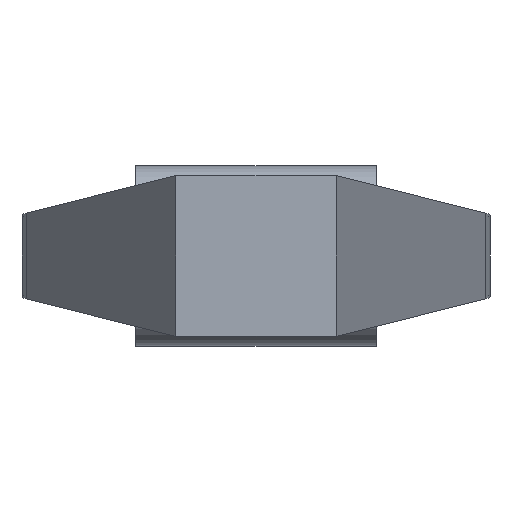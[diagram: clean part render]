
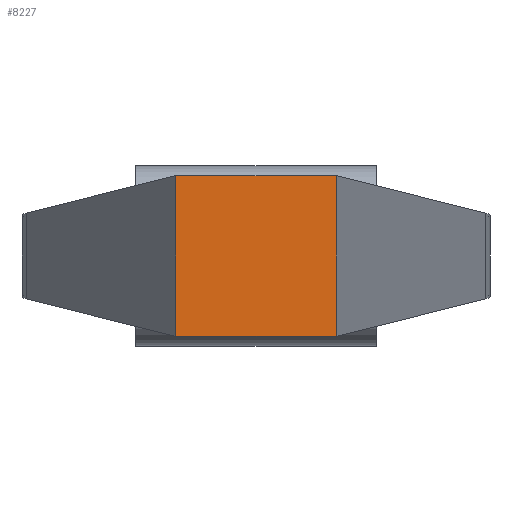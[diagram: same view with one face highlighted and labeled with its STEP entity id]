
A CAD part, front view. The second image highlights one B-rep face of the part: STEP entity #8227.
In plain terms, the highlighted planar face has unit normal (0, -1, 0).
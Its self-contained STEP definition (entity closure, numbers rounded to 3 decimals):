
#71 = ORIENTED_EDGE ( 'NONE', *, *, #8956, .F. ) ;
#269 = EDGE_CURVE ( 'NONE', #3407, #8368, #8827, .T. ) ;
#848 = VECTOR ( 'NONE', #8206, 1000. ) ;
#1940 = VECTOR ( 'NONE', #5037, 1000. ) ;
#2033 = EDGE_LOOP ( 'NONE', ( #12700, #12195, #2077, #71 ) ) ;
#2077 = ORIENTED_EDGE ( 'NONE', *, *, #269, .F. ) ;
#2801 = CARTESIAN_POINT ( 'NONE',  ( -6., -700., 6. ) ) ;
#2976 = VECTOR ( 'NONE', #9432, 1000. ) ;
#3006 = DIRECTION ( 'NONE',  ( 0., 0., 1. ) ) ;
#3156 = AXIS2_PLACEMENT_3D ( 'NONE', #10949, #5765, #3006 ) ;
#3407 = VERTEX_POINT ( 'NONE', #11193 ) ;
#3734 = VECTOR ( 'NONE', #8424, 1000. ) ;
#4537 = CARTESIAN_POINT ( 'NONE',  ( 6., -700., 6. ) ) ;
#4696 = LINE ( 'NONE', #8159, #1940 ) ;
#4933 = EDGE_CURVE ( 'NONE', #12198, #10770, #10964, .T. ) ;
#5037 = DIRECTION ( 'NONE',  ( 0., 0., -1. ) ) ;
#5136 = CARTESIAN_POINT ( 'NONE',  ( -6., -700., -6. ) ) ;
#5765 = DIRECTION ( 'NONE',  ( 0., -1., 0. ) ) ;
#6280 = CARTESIAN_POINT ( 'NONE',  ( -6., -700., -6. ) ) ;
#8159 = CARTESIAN_POINT ( 'NONE',  ( 6., -700., -6. ) ) ;
#8206 = DIRECTION ( 'NONE',  ( 1., 0., 0. ) ) ;
#8227 = ADVANCED_FACE ( 'NONE', ( #10452 ), #11332, .T. ) ;
#8368 = VERTEX_POINT ( 'NONE', #6280 ) ;
#8424 = DIRECTION ( 'NONE',  ( -1., 0., 0. ) ) ;
#8616 = CARTESIAN_POINT ( 'NONE',  ( -6., -700., -6. ) ) ;
#8827 = LINE ( 'NONE', #5136, #3734 ) ;
#8956 = EDGE_CURVE ( 'NONE', #10770, #3407, #4696, .T. ) ;
#9432 = DIRECTION ( 'NONE',  ( 0., 0., 1. ) ) ;
#10452 = FACE_OUTER_BOUND ( 'NONE', #2033, .T. ) ;
#10770 = VERTEX_POINT ( 'NONE', #4537 ) ;
#10949 = CARTESIAN_POINT ( 'NONE',  ( 0., -700., 0. ) ) ;
#10964 = LINE ( 'NONE', #2801, #848 ) ;
#11193 = CARTESIAN_POINT ( 'NONE',  ( 6., -700., -6. ) ) ;
#11332 = PLANE ( 'NONE',  #3156 ) ;
#11841 = EDGE_CURVE ( 'NONE', #8368, #12198, #13432, .T. ) ;
#12195 = ORIENTED_EDGE ( 'NONE', *, *, #11841, .F. ) ;
#12198 = VERTEX_POINT ( 'NONE', #13037 ) ;
#12700 = ORIENTED_EDGE ( 'NONE', *, *, #4933, .F. ) ;
#13037 = CARTESIAN_POINT ( 'NONE',  ( -6., -700., 6. ) ) ;
#13432 = LINE ( 'NONE', #8616, #2976 ) ;
